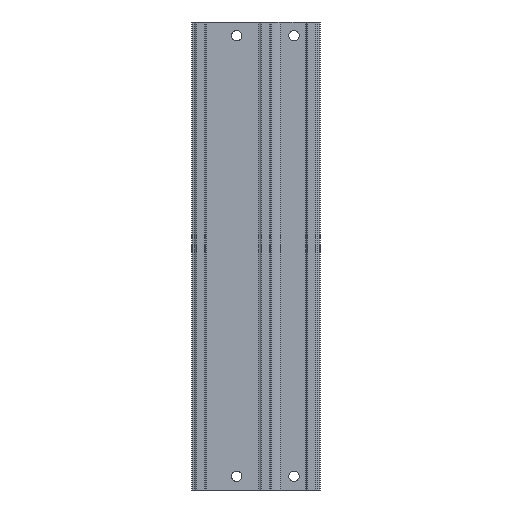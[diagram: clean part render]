
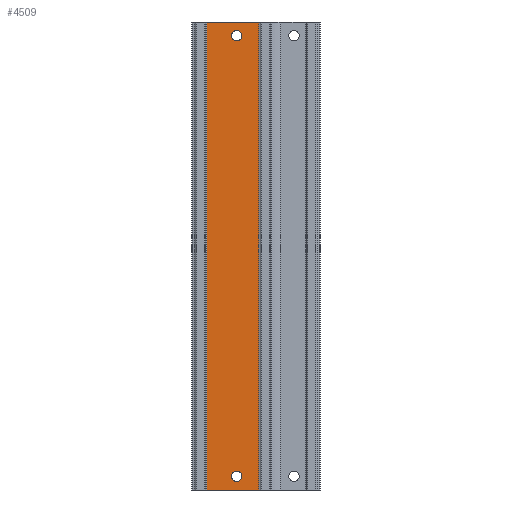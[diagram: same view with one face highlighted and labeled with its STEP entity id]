
A CAD part, front view. The second image highlights one B-rep face of the part: STEP entity #4509.
In plain terms, the highlighted planar face has unit normal (0, -1, 0).
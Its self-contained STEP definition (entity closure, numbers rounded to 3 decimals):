
#229=PLANE('',#4870);
#366=CIRCLE('',#4871,2.25);
#367=CIRCLE('',#4872,2.25);
#715=ORIENTED_EDGE('',*,*,#1873,.F.);
#716=ORIENTED_EDGE('',*,*,#1874,.F.);
#717=ORIENTED_EDGE('',*,*,#1875,.F.);
#718=ORIENTED_EDGE('',*,*,#1872,.F.);
#719=ORIENTED_EDGE('',*,*,#1876,.T.);
#720=ORIENTED_EDGE('',*,*,#1877,.T.);
#1872=EDGE_CURVE('',#2446,#2445,#2874,.T.);
#1873=EDGE_CURVE('',#2447,#2447,#366,.T.);
#1874=EDGE_CURVE('',#2448,#2448,#367,.T.);
#1875=EDGE_CURVE('',#2445,#2449,#2875,.T.);
#1876=EDGE_CURVE('',#2446,#2450,#2876,.T.);
#1877=EDGE_CURVE('',#2450,#2449,#2877,.T.);
#2445=VERTEX_POINT('',#7359);
#2446=VERTEX_POINT('',#7361);
#2447=VERTEX_POINT('',#7365);
#2448=VERTEX_POINT('',#7367);
#2449=VERTEX_POINT('',#7369);
#2450=VERTEX_POINT('',#7371);
#2874=LINE('',#7362,#3163);
#2875=LINE('',#7368,#3164);
#2876=LINE('',#7370,#3165);
#2877=LINE('',#7372,#3166);
#3163=VECTOR('',#5517,1000.);
#3164=VECTOR('',#5524,1000.);
#3165=VECTOR('',#5525,1000.);
#3166=VECTOR('',#5526,1000.);
#3456=EDGE_LOOP('',(#715));
#3457=EDGE_LOOP('',(#716));
#3458=EDGE_LOOP('',(#717,#718,#719,#720));
#3933=FACE_BOUND('',#3456,.T.);
#3934=FACE_BOUND('',#3457,.T.);
#3935=FACE_BOUND('',#3458,.T.);
#4509=ADVANCED_FACE('',(#3933,#3934,#3935),#229,.T.);
#4870=AXIS2_PLACEMENT_3D('',#7363,#5518,#5519);
#4871=AXIS2_PLACEMENT_3D('',#7364,#5520,#5521);
#4872=AXIS2_PLACEMENT_3D('',#7366,#5522,#5523);
#5517=DIRECTION('',(0.,0.,1.));
#5518=DIRECTION('',(0.,-1.,0.));
#5519=DIRECTION('',(0.,0.,-1.));
#5520=DIRECTION('',(0.,-1.,0.));
#5521=DIRECTION('',(0.,0.,-1.));
#5522=DIRECTION('',(0.,-1.,0.));
#5523=DIRECTION('',(0.,0.,-1.));
#5524=DIRECTION('',(1.,0.,0.));
#5525=DIRECTION('',(1.,0.,0.));
#5526=DIRECTION('',(0.,0.,1.));
#7359=CARTESIAN_POINT('',(-27.6,6.5,0.));
#7361=CARTESIAN_POINT('',(-27.6,6.5,-204.));
#7362=CARTESIAN_POINT('',(-27.6,6.5,-204.));
#7363=CARTESIAN_POINT('',(-27.6,6.5,-204.));
#7364=CARTESIAN_POINT('',(-14.5,6.5,-198.));
#7365=CARTESIAN_POINT('',(-14.5,6.5,-200.25));
#7366=CARTESIAN_POINT('',(-14.5,6.5,-6.));
#7367=CARTESIAN_POINT('',(-14.5,6.5,-8.25));
#7368=CARTESIAN_POINT('',(-27.6,6.5,0.));
#7369=CARTESIAN_POINT('',(-4.75,6.5,0.));
#7370=CARTESIAN_POINT('',(-27.6,6.5,-204.));
#7371=CARTESIAN_POINT('',(-4.75,6.5,-204.));
#7372=CARTESIAN_POINT('',(-4.75,6.5,-204.));
